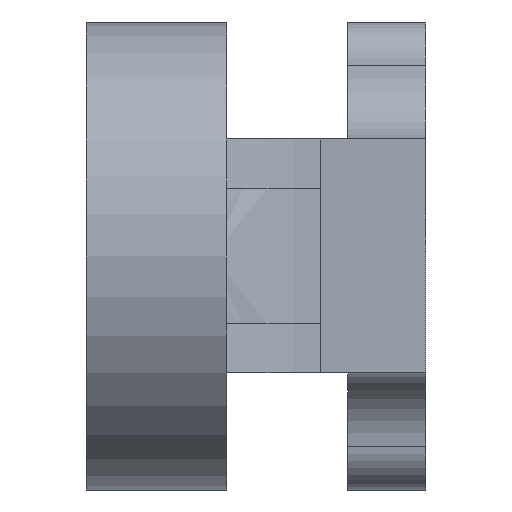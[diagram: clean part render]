
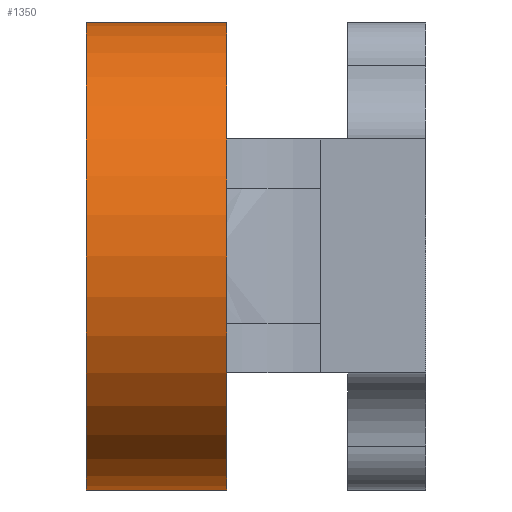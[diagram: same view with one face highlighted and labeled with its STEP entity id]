
A CAD part, left-side view. The second image highlights one B-rep face of the part: STEP entity #1350.
In plain terms, the highlighted cylindrical face has radius 15 mm (diameter 30 mm), a partial arc.
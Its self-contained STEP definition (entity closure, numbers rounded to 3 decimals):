
#34 = AXIS2_PLACEMENT_3D ( 'NONE', #1280, #564, #1455 ) ;
#38 = EDGE_CURVE ( 'NONE', #675, #953, #1551, .T. ) ;
#57 = CARTESIAN_POINT ( 'NONE',  ( 16.5, 5., 0. ) ) ;
#282 = CARTESIAN_POINT ( 'NONE',  ( 16.5, -4., 0. ) ) ;
#297 = ORIENTED_EDGE ( 'NONE', *, *, #1284, .F. ) ;
#315 = EDGE_LOOP ( 'NONE', ( #570, #297, #1449, #1655 ) ) ;
#316 = DIRECTION ( 'NONE',  ( 0., 1., 0. ) ) ;
#501 = CYLINDRICAL_SURFACE ( 'NONE', #1282, 15. ) ;
#523 = CARTESIAN_POINT ( 'NONE',  ( 16.5, -4., 0. ) ) ;
#564 = DIRECTION ( 'NONE',  ( 0., -1., 0. ) ) ;
#570 = ORIENTED_EDGE ( 'NONE', *, *, #38, .F. ) ;
#592 = DIRECTION ( 'NONE',  ( 0., 1., 0. ) ) ;
#613 = CARTESIAN_POINT ( 'NONE',  ( 16.5, -4., 30. ) ) ;
#648 = DIRECTION ( 'NONE',  ( 0., 1., 0. ) ) ;
#675 = VERTEX_POINT ( 'NONE', #282 ) ;
#713 = VECTOR ( 'NONE', #648, 1000. ) ;
#738 = CIRCLE ( 'NONE', #1500, 15. ) ;
#752 = DIRECTION ( 'NONE',  ( 0., -1., 0. ) ) ;
#784 = EDGE_CURVE ( 'NONE', #1765, #953, #789, .T. ) ;
#789 = CIRCLE ( 'NONE', #34, 15. ) ;
#953 = VERTEX_POINT ( 'NONE', #57 ) ;
#1062 = VERTEX_POINT ( 'NONE', #1392 ) ;
#1116 = DIRECTION ( 'NONE',  ( 0., 0., -1. ) ) ;
#1118 = VECTOR ( 'NONE', #592, 1000. ) ;
#1163 = CARTESIAN_POINT ( 'NONE',  ( 16.5, -4., 15. ) ) ;
#1280 = CARTESIAN_POINT ( 'NONE',  ( 16.5, 5., 15. ) ) ;
#1282 = AXIS2_PLACEMENT_3D ( 'NONE', #1163, #316, #1321 ) ;
#1284 = EDGE_CURVE ( 'NONE', #1062, #675, #738, .T. ) ;
#1321 = DIRECTION ( 'NONE',  ( 0., 0., 1. ) ) ;
#1350 = ADVANCED_FACE ( 'NONE', ( #1403 ), #501, .T. ) ;
#1392 = CARTESIAN_POINT ( 'NONE',  ( 16.5, -4., 30. ) ) ;
#1403 = FACE_OUTER_BOUND ( 'NONE', #315, .T. ) ;
#1449 = ORIENTED_EDGE ( 'NONE', *, *, #1570, .T. ) ;
#1455 = DIRECTION ( 'NONE',  ( 0., 0., -1. ) ) ;
#1500 = AXIS2_PLACEMENT_3D ( 'NONE', #1711, #752, #1116 ) ;
#1551 = LINE ( 'NONE', #523, #713 ) ;
#1570 = EDGE_CURVE ( 'NONE', #1062, #1765, #1745, .T. ) ;
#1627 = CARTESIAN_POINT ( 'NONE',  ( 16.5, 5., 30. ) ) ;
#1655 = ORIENTED_EDGE ( 'NONE', *, *, #784, .T. ) ;
#1711 = CARTESIAN_POINT ( 'NONE',  ( 16.5, -4., 15. ) ) ;
#1745 = LINE ( 'NONE', #613, #1118 ) ;
#1765 = VERTEX_POINT ( 'NONE', #1627 ) ;
